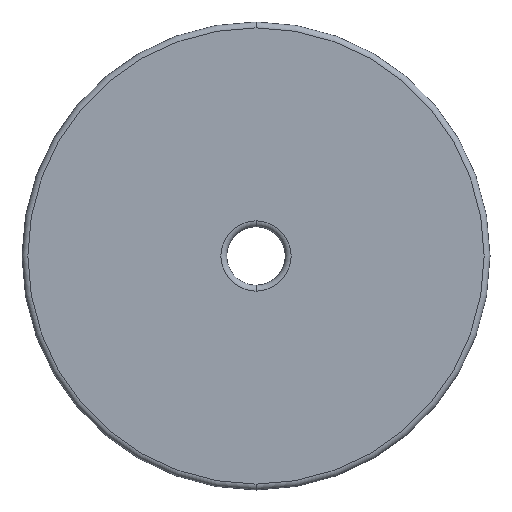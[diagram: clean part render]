
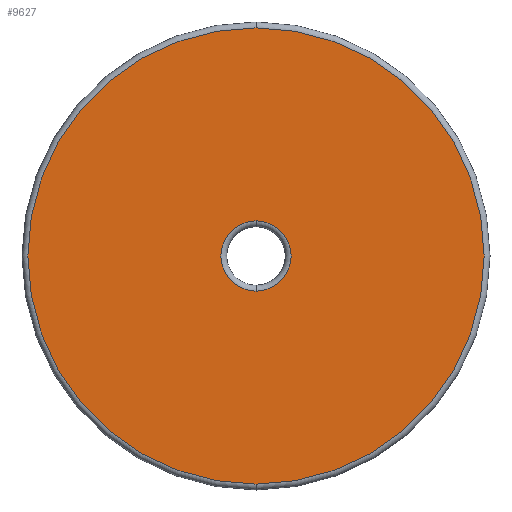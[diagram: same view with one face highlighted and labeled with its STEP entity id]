
A CAD part, front view. The second image highlights one B-rep face of the part: STEP entity #9627.
In plain terms, the highlighted planar face has unit normal (0, -1, 0).
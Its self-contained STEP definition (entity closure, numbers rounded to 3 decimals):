
#215 = CARTESIAN_POINT ( 'NONE',  ( 0., -18., -3. ) ) ;
#234 = AXIS2_PLACEMENT_3D ( 'NONE', #8058, #11587, #916 ) ;
#235 = VERTEX_POINT ( 'NONE', #5610 ) ;
#916 = DIRECTION ( 'NONE',  ( 0., 0., 1. ) ) ;
#944 = VERTEX_POINT ( 'NONE', #10008 ) ;
#1336 = ORIENTED_EDGE ( 'NONE', *, *, #12878, .T. ) ;
#1838 = FACE_OUTER_BOUND ( 'NONE', #7823, .T. ) ;
#1979 = CIRCLE ( 'NONE', #234, 3. ) ;
#2674 = DIRECTION ( 'NONE',  ( 0., 0., 1. ) ) ;
#4043 = CARTESIAN_POINT ( 'NONE',  ( 0., -18., 0. ) ) ;
#4103 = DIRECTION ( 'NONE',  ( 0., 1., 0. ) ) ;
#4479 = EDGE_CURVE ( 'NONE', #8503, #13458, #12818, .T. ) ;
#4645 = EDGE_CURVE ( 'NONE', #13458, #8503, #1979, .T. ) ;
#4801 = FACE_BOUND ( 'NONE', #7457, .T. ) ;
#5610 = CARTESIAN_POINT ( 'NONE',  ( 0., -18., -19.5 ) ) ;
#5730 = AXIS2_PLACEMENT_3D ( 'NONE', #9660, #7369, #13406 ) ;
#6333 = CIRCLE ( 'NONE', #5730, 19.5 ) ;
#6494 = CARTESIAN_POINT ( 'NONE',  ( 0., -18., 0. ) ) ;
#6550 = ORIENTED_EDGE ( 'NONE', *, *, #4645, .T. ) ;
#7369 = DIRECTION ( 'NONE',  ( 0., -1., 0. ) ) ;
#7401 = PLANE ( 'NONE',  #9885 ) ;
#7457 = EDGE_LOOP ( 'NONE', ( #13833, #6550 ) ) ;
#7549 = EDGE_CURVE ( 'NONE', #235, #944, #7856, .T. ) ;
#7823 = EDGE_LOOP ( 'NONE', ( #1336, #10169 ) ) ;
#7856 = CIRCLE ( 'NONE', #14719, 19.5 ) ;
#8058 = CARTESIAN_POINT ( 'NONE',  ( 0., -18., 0. ) ) ;
#8484 = CARTESIAN_POINT ( 'NONE',  ( 0., -18., 3. ) ) ;
#8503 = VERTEX_POINT ( 'NONE', #8484 ) ;
#8730 = DIRECTION ( 'NONE',  ( 0., -1., 0. ) ) ;
#9627 = ADVANCED_FACE ( 'NONE', ( #4801, #1838 ), #7401, .F. ) ;
#9660 = CARTESIAN_POINT ( 'NONE',  ( 0., -18., 0. ) ) ;
#9804 = DIRECTION ( 'NONE',  ( 0., 1., 0. ) ) ;
#9885 = AXIS2_PLACEMENT_3D ( 'NONE', #11077, #9804, #2674 ) ;
#10008 = CARTESIAN_POINT ( 'NONE',  ( 0., -18., 19.5 ) ) ;
#10169 = ORIENTED_EDGE ( 'NONE', *, *, #7549, .T. ) ;
#11077 = CARTESIAN_POINT ( 'NONE',  ( 0., -18., 0. ) ) ;
#11550 = AXIS2_PLACEMENT_3D ( 'NONE', #6494, #4103, #13846 ) ;
#11587 = DIRECTION ( 'NONE',  ( 0., 1., 0. ) ) ;
#12818 = CIRCLE ( 'NONE', #11550, 3. ) ;
#12878 = EDGE_CURVE ( 'NONE', #944, #235, #6333, .T. ) ;
#13406 = DIRECTION ( 'NONE',  ( 0., 0., 1. ) ) ;
#13458 = VERTEX_POINT ( 'NONE', #215 ) ;
#13833 = ORIENTED_EDGE ( 'NONE', *, *, #4479, .T. ) ;
#13846 = DIRECTION ( 'NONE',  ( 0., 0., 1. ) ) ;
#14676 = DIRECTION ( 'NONE',  ( 0., 0., 1. ) ) ;
#14719 = AXIS2_PLACEMENT_3D ( 'NONE', #4043, #8730, #14676 ) ;
